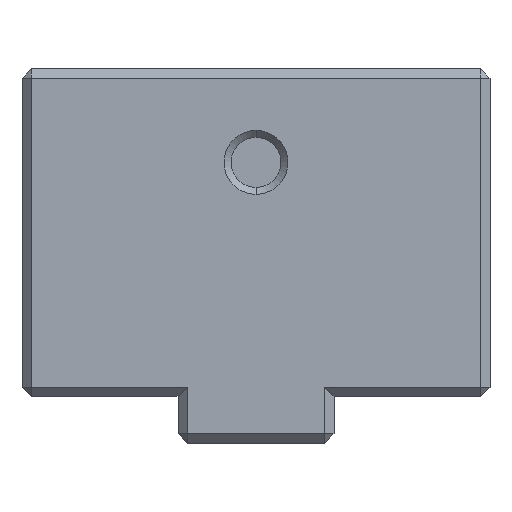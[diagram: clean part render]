
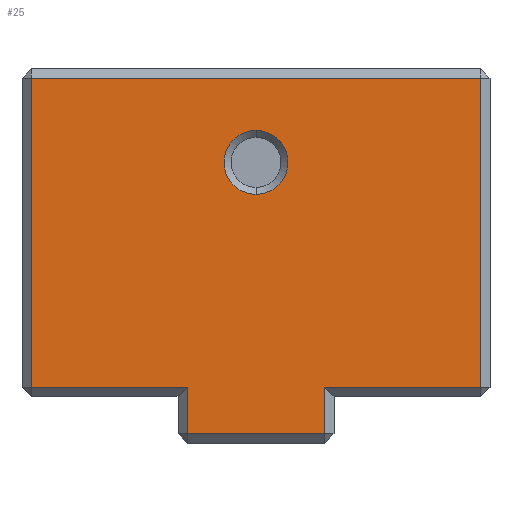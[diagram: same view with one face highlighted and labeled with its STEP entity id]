
A CAD part, left-side view. The second image highlights one B-rep face of the part: STEP entity #25.
In plain terms, the highlighted planar face has unit normal (-1, 0, 0).
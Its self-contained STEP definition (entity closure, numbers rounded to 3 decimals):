
#25 = ADVANCED_FACE ( 'NONE', ( #2104, #176 ), #2833, .F. ) ;
#44 = CIRCLE ( 'NONE', #3099, 1.025 ) ;
#82 = DIRECTION ( 'NONE',  ( 0., 0., 1. ) ) ;
#95 = VECTOR ( 'NONE', #2020, 1000. ) ;
#157 = EDGE_CURVE ( 'NONE', #2064, #2331, #2421, .T. ) ;
#176 = FACE_BOUND ( 'NONE', #1537, .T. ) ;
#184 = VERTEX_POINT ( 'NONE', #1976 ) ;
#193 = ORIENTED_EDGE ( 'NONE', *, *, #2903, .T. ) ;
#206 = DIRECTION ( 'NONE',  ( 0., -1., 0. ) ) ;
#208 = CARTESIAN_POINT ( 'NONE',  ( -4.25, 7.5, 10.5 ) ) ;
#239 = DIRECTION ( 'NONE',  ( 0., 0., 1. ) ) ;
#286 = EDGE_CURVE ( 'NONE', #1241, #356, #1329, .T. ) ;
#317 = LINE ( 'NONE', #1005, #95 ) ;
#334 = VERTEX_POINT ( 'NONE', #1703 ) ;
#356 = VERTEX_POINT ( 'NONE', #858 ) ;
#446 = AXIS2_PLACEMENT_3D ( 'NONE', #208, #651, #3073 ) ;
#462 = LINE ( 'NONE', #2660, #2130 ) ;
#473 = ORIENTED_EDGE ( 'NONE', *, *, #1603, .T. ) ;
#585 = CARTESIAN_POINT ( 'NONE',  ( -4.25, 7.2, 10.2 ) ) ;
#595 = ORIENTED_EDGE ( 'NONE', *, *, #1926, .F. ) ;
#643 = ORIENTED_EDGE ( 'NONE', *, *, #1445, .T. ) ;
#651 = DIRECTION ( 'NONE',  ( 1., 0., 0. ) ) ;
#793 = DIRECTION ( 'NONE',  ( 0., -1., 0. ) ) ;
#844 = VERTEX_POINT ( 'NONE', #1716 ) ;
#858 = CARTESIAN_POINT ( 'NONE',  ( -4.25, -2.2, -1.2 ) ) ;
#860 = CIRCLE ( 'NONE', #2185, 1.025 ) ;
#878 = CARTESIAN_POINT ( 'NONE',  ( -4.25, -7.2, 10.2 ) ) ;
#956 = DIRECTION ( 'NONE',  ( -1., 0., 0. ) ) ;
#1004 = DIRECTION ( 'NONE',  ( 0., 0., -1. ) ) ;
#1005 = CARTESIAN_POINT ( 'NONE',  ( -4.25, 7.5, 10.2 ) ) ;
#1126 = VECTOR ( 'NONE', #1004, 1000. ) ;
#1145 = ORIENTED_EDGE ( 'NONE', *, *, #1250, .F. ) ;
#1173 = VERTEX_POINT ( 'NONE', #585 ) ;
#1183 = LINE ( 'NONE', #2385, #1730 ) ;
#1184 = CARTESIAN_POINT ( 'NONE',  ( -4.25, -2.2, 0.3 ) ) ;
#1231 = EDGE_CURVE ( 'NONE', #1173, #184, #462, .T. ) ;
#1241 = VERTEX_POINT ( 'NONE', #2920 ) ;
#1250 = EDGE_CURVE ( 'NONE', #844, #1259, #860, .T. ) ;
#1259 = VERTEX_POINT ( 'NONE', #2162 ) ;
#1281 = CARTESIAN_POINT ( 'NONE',  ( -4.25, 2.2, 10.5 ) ) ;
#1316 = EDGE_CURVE ( 'NONE', #184, #334, #1183, .T. ) ;
#1329 = LINE ( 'NONE', #2994, #2573 ) ;
#1381 = CARTESIAN_POINT ( 'NONE',  ( -4.25, -7.2, 0.3 ) ) ;
#1400 = LINE ( 'NONE', #2110, #3150 ) ;
#1404 = CARTESIAN_POINT ( 'NONE',  ( -4.25, 0., 7.5 ) ) ;
#1445 = EDGE_CURVE ( 'NONE', #2331, #1173, #317, .T. ) ;
#1537 = EDGE_LOOP ( 'NONE', ( #1145, #595 ) ) ;
#1603 = EDGE_CURVE ( 'NONE', #2441, #2064, #1400, .T. ) ;
#1637 = ORIENTED_EDGE ( 'NONE', *, *, #157, .T. ) ;
#1703 = CARTESIAN_POINT ( 'NONE',  ( -4.25, 2.2, 0.3 ) ) ;
#1708 = CARTESIAN_POINT ( 'NONE',  ( -4.25, -2.2, 10.5 ) ) ;
#1716 = CARTESIAN_POINT ( 'NONE',  ( -4.25, 0., 8.525 ) ) ;
#1730 = VECTOR ( 'NONE', #206, 1000. ) ;
#1753 = LINE ( 'NONE', #1281, #1126 ) ;
#1905 = DIRECTION ( 'NONE',  ( 0., -1., 0. ) ) ;
#1926 = EDGE_CURVE ( 'NONE', #1259, #844, #44, .T. ) ;
#1928 = LINE ( 'NONE', #1708, #2750 ) ;
#1956 = ORIENTED_EDGE ( 'NONE', *, *, #286, .T. ) ;
#1976 = CARTESIAN_POINT ( 'NONE',  ( -4.25, 7.2, 0.3 ) ) ;
#2020 = DIRECTION ( 'NONE',  ( 0., 1., 0. ) ) ;
#2059 = DIRECTION ( 'NONE',  ( -1., 0., 0. ) ) ;
#2064 = VERTEX_POINT ( 'NONE', #1381 ) ;
#2104 = FACE_OUTER_BOUND ( 'NONE', #2814, .T. ) ;
#2110 = CARTESIAN_POINT ( 'NONE',  ( -4.25, 7.5, 0.3 ) ) ;
#2130 = VECTOR ( 'NONE', #2419, 1000. ) ;
#2162 = CARTESIAN_POINT ( 'NONE',  ( -4.25, 0., 6.475 ) ) ;
#2181 = DIRECTION ( 'NONE',  ( 0., 0., 1. ) ) ;
#2185 = AXIS2_PLACEMENT_3D ( 'NONE', #1404, #956, #2181 ) ;
#2299 = ORIENTED_EDGE ( 'NONE', *, *, #1316, .T. ) ;
#2331 = VERTEX_POINT ( 'NONE', #878 ) ;
#2385 = CARTESIAN_POINT ( 'NONE',  ( -4.25, 7.5, 0.3 ) ) ;
#2419 = DIRECTION ( 'NONE',  ( 0., 0., -1. ) ) ;
#2421 = LINE ( 'NONE', #2713, #3140 ) ;
#2433 = EDGE_CURVE ( 'NONE', #356, #2441, #1928, .T. ) ;
#2441 = VERTEX_POINT ( 'NONE', #1184 ) ;
#2573 = VECTOR ( 'NONE', #793, 1000. ) ;
#2660 = CARTESIAN_POINT ( 'NONE',  ( -4.25, 7.2, 10.5 ) ) ;
#2675 = DIRECTION ( 'NONE',  ( 0., 0., 1. ) ) ;
#2713 = CARTESIAN_POINT ( 'NONE',  ( -4.25, -7.2, 10.5 ) ) ;
#2750 = VECTOR ( 'NONE', #2675, 1000. ) ;
#2810 = CARTESIAN_POINT ( 'NONE',  ( -4.25, 0., 7.5 ) ) ;
#2814 = EDGE_LOOP ( 'NONE', ( #1637, #643, #2829, #2299, #193, #1956, #2910, #473 ) ) ;
#2829 = ORIENTED_EDGE ( 'NONE', *, *, #1231, .T. ) ;
#2833 = PLANE ( 'NONE',  #446 ) ;
#2903 = EDGE_CURVE ( 'NONE', #334, #1241, #1753, .T. ) ;
#2910 = ORIENTED_EDGE ( 'NONE', *, *, #2433, .T. ) ;
#2920 = CARTESIAN_POINT ( 'NONE',  ( -4.25, 2.2, -1.2 ) ) ;
#2994 = CARTESIAN_POINT ( 'NONE',  ( -4.25, 7.5, -1.2 ) ) ;
#3073 = DIRECTION ( 'NONE',  ( 0., 1., 0. ) ) ;
#3099 = AXIS2_PLACEMENT_3D ( 'NONE', #2810, #2059, #82 ) ;
#3140 = VECTOR ( 'NONE', #239, 1000. ) ;
#3150 = VECTOR ( 'NONE', #1905, 1000. ) ;
